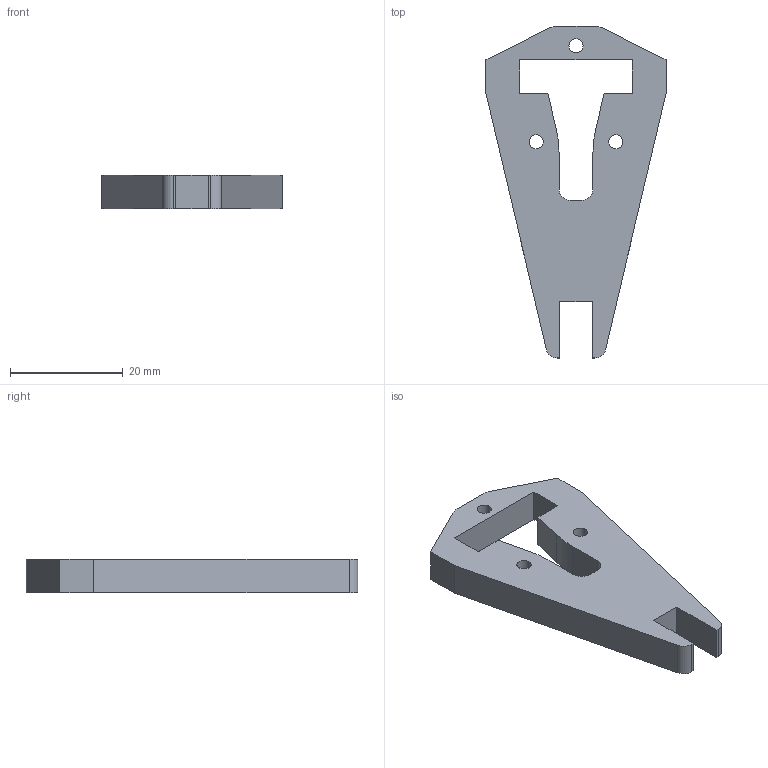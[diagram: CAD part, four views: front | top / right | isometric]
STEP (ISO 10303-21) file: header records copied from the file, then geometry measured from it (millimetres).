
FILE_DESCRIPTION(/* description */ (''),/* implementation_level */ '2;1');
FILE_NAME(/* name */ 'Vertical Motor Mount.stp',/* time_stamp */ '2015-01-16T15:55:59-08:00',/* author */ ('Evil Brian'),/* organization */ (''),/* preprocessor_version */ 'ST-DEVELOPER v15.6',/* originating_system */ 'Autodesk Inventor 2015',/* authorisation */ '');
FILE_SCHEMA (('AUTOMOTIVE_DESIGN { 1 0 10303 214 3 1 1 }'));
Length unit declared in the file: millimetre
Products named in the file (1): Vertical Motor Mount
Bounding box: 32 x 59 x 6 mm (x, y, z)
Volume: 5824.9 mm3; surface area: 3624.3 mm2
Topology: 1 solids, 1 shells, 35 faces, 99 edges, 66 vertices
Faces by surface type: plane 24, cylinder 11
Full cylindrical faces by diameter (mm): 2.5 x3
Entity records: 1160 total; most frequent: CARTESIAN_POINT 198, ORIENTED_EDGE 192, DIRECTION 190, EDGE_CURVE 96, LINE 74, VECTOR 74, VERTEX_POINT 66, AXIS2_PLACEMENT_3D 58
